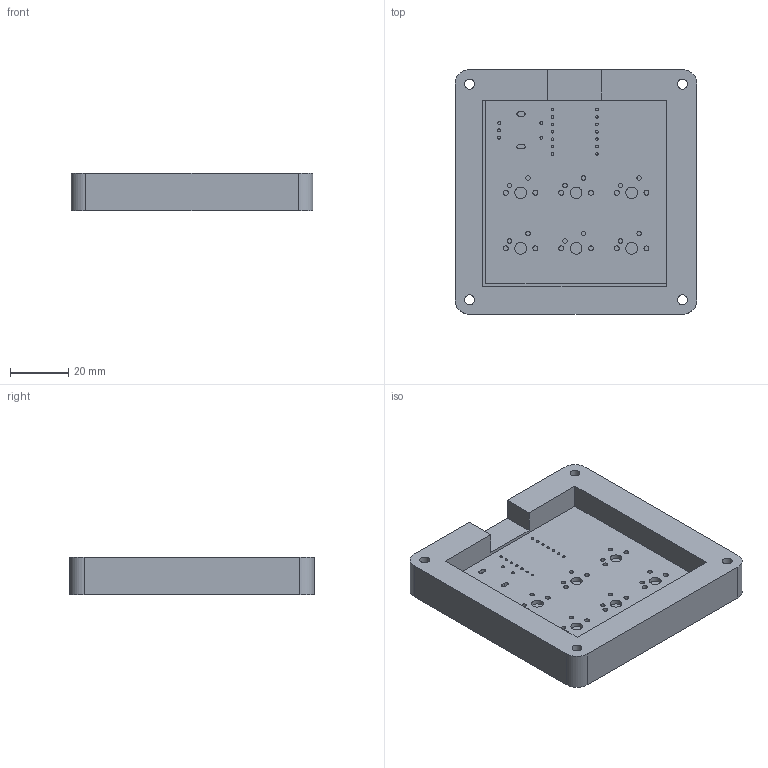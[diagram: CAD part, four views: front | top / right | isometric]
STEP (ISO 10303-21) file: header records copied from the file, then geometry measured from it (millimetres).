
FILE_DESCRIPTION(/* description */ ('STEP AP242','CAx-IF Rec.Pracs.---Representation and Presentation of Product Manufacturing Information (PMI)---4.0---2014-10-13','CAx-IF Rec.Pracs.---3D Tessellated Geometry---0.4---2014-09-14','2;1'),/* implementation_level */ '2;1');
FILE_NAME(/* name */ '68597f93477df041786c4470',/* time_stamp */ '2025-06-23T16:23:48Z',/* author */ (''),/* organization */ (''),/* preprocessor_version */ 'ST-DEVELOPER v20',/* originating_system */ 'ONSHAPE BY PTC INC, 1.199',/* authorisation */ ' ');
FILE_SCHEMA (('AP242_MANAGED_MODEL_BASED_3D_ENGINEERING_MIM_LF { 1 0 10303 442 1 1 4 }'));
Length unit declared in the file: metre
Products named in the file (3): Assembly 1; e'sPad_PCB; e'sCover
Bounding box: 83 x 84 x 13 mm (x, y, z)
Volume: 53487.4 mm3; surface area: 29447.9 mm2
Topology: 2 solids, 2 shells, 255 faces, 717 edges, 478 vertices
Faces by surface type: bspline 113, plane 76, cylinder 66
Full cylindrical faces by diameter (mm): 0.889 x14, 1 x5, 1.5 x12, 1.7 x12, 3.4 x4, 4 x6, 6 x4
Entity records: 9320 total; most frequent: CARTESIAN_POINT 3333, ORIENTED_EDGE 1320, DIRECTION 850, EDGE_CURVE 660, VERTEX_POINT 478, EDGE_LOOP 434, FACE_BOUND 434, LINE 296
